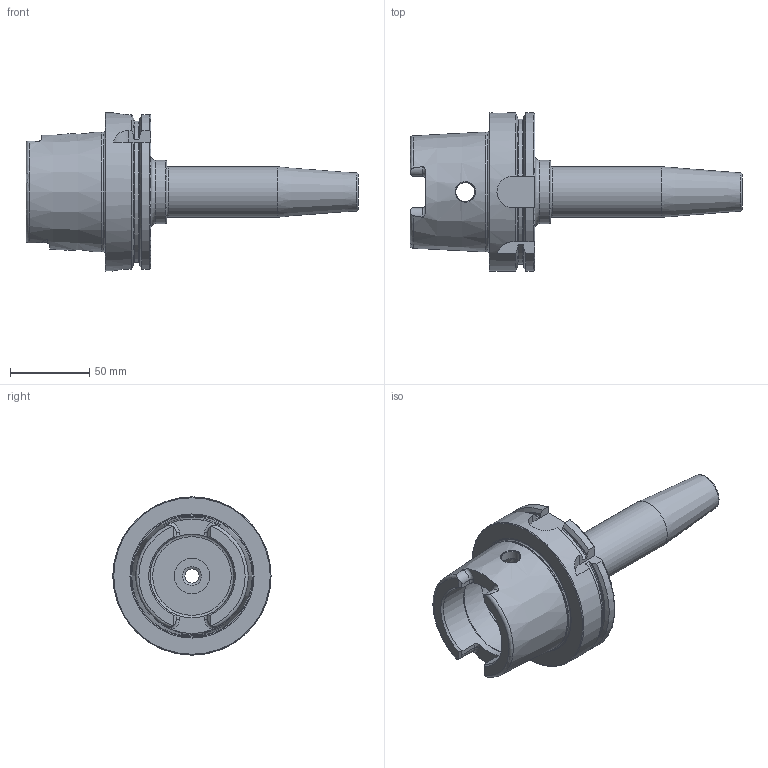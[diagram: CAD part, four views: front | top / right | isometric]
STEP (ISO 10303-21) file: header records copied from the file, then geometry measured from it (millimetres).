
FILE_DESCRIPTION(/* description */ (''),/* implementation_level */ '2;1');
FILE_NAME(/* name */ 'VR118JR-HSK100A-SFH12CR-160.stp',/* time_stamp */ '2024-02-06T13:57:18+09:00',/* author */ ('SSKT'),/* organization */ (''),/* preprocessor_version */ 'ST-DEVELOPER v19.2',/* originating_system */ 'Autodesk Inventor 2024',/* authorisation */ '');
FILE_SCHEMA (('AUTOMOTIVE_DESIGN { 1 0 10303 214 3 1 1 }'));
Length unit declared in the file: millimetre
Products named in the file (1): LO-HSK100A-SFH12CR-160
Bounding box: 210 x 100 x 100 mm (x, y, z)
Volume: 340168.8 mm3; surface area: 67274.5 mm2
Topology: 1 solids, 1 shells, 124 faces, 329 edges, 213 vertices
Faces by surface type: plane 39, cylinder 38, torus 28, cone 17, bspline 2
Full cylindrical faces by diameter (mm): 2.459 x2, 8.917 x1, 10 x1, 12 x4, 13.2 x1, 22.376 x1, 25 x1, 32 x1, 40 x1, 53 x2, 63 x1, 75.415 x1, 100 x1
Entity records: 4659 total; most frequent: CARTESIAN_POINT 1543, DIRECTION 656, ORIENTED_EDGE 654, EDGE_CURVE 327, AXIS2_PLACEMENT_3D 274, VERTEX_POINT 213, CIRCLE 141, EDGE_LOOP 138
